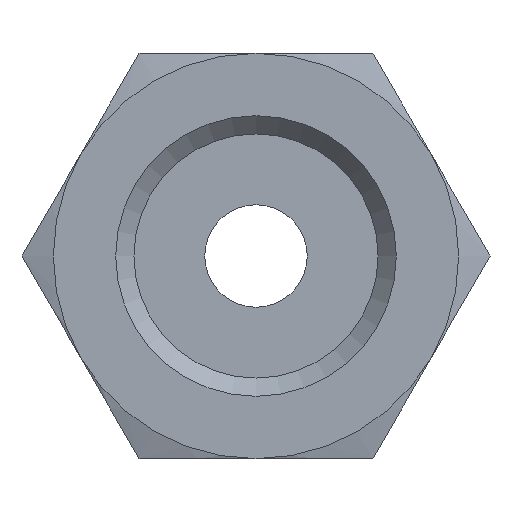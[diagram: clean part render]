
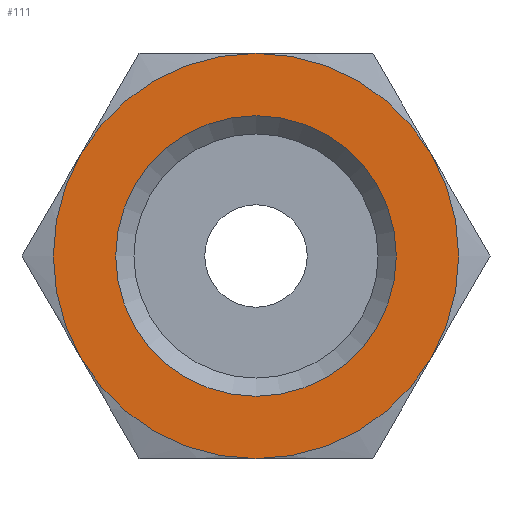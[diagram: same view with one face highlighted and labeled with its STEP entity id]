
A CAD part, left-side view. The second image highlights one B-rep face of the part: STEP entity #111.
In plain terms, the highlighted planar face has unit normal (-1, 0, 0).
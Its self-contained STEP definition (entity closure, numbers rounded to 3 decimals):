
#111 = ADVANCED_FACE( '', ( #203, #204 ), #205, .F. );
#203 = FACE_OUTER_BOUND( '', #323, .T. );
#204 = FACE_BOUND( '', #324, .T. );
#205 = PLANE( '', #325 );
#323 = EDGE_LOOP( '', ( #621, #622, #623, #624, #625, #626 ) );
#324 = EDGE_LOOP( '', ( #627 ) );
#325 = AXIS2_PLACEMENT_3D( '', #628, #629, #630 );
#621 = ORIENTED_EDGE( '', *, *, #805, .F. );
#622 = ORIENTED_EDGE( '', *, *, #804, .F. );
#623 = ORIENTED_EDGE( '', *, *, #803, .F. );
#624 = ORIENTED_EDGE( '', *, *, #802, .F. );
#625 = ORIENTED_EDGE( '', *, *, #806, .F. );
#626 = ORIENTED_EDGE( '', *, *, #801, .F. );
#627 = ORIENTED_EDGE( '', *, *, #807, .T. );
#628 = CARTESIAN_POINT( '', ( 0., 0., 0. ) );
#629 = DIRECTION( '', ( 1., 0., 0. ) );
#630 = DIRECTION( '', ( 0., 0., -1. ) );
#801 = EDGE_CURVE( '', #881, #872, #950, .T. );
#802 = EDGE_CURVE( '', #890, #899, #951, .T. );
#803 = EDGE_CURVE( '', #899, #947, #952, .T. );
#804 = EDGE_CURVE( '', #947, #944, #953, .T. );
#805 = EDGE_CURVE( '', #944, #881, #954, .T. );
#806 = EDGE_CURVE( '', #872, #890, #955, .T. );
#807 = EDGE_CURVE( '', #956, #956, #957, .T. );
#872 = VERTEX_POINT( '', #1101 );
#881 = VERTEX_POINT( '', #1131 );
#890 = VERTEX_POINT( '', #1161 );
#899 = VERTEX_POINT( '', #1191 );
#944 = VERTEX_POINT( '', #1296 );
#947 = VERTEX_POINT( '', #1309 );
#950 = CIRCLE( '', #1322, 9.5 );
#951 = CIRCLE( '', #1323, 9.5 );
#952 = CIRCLE( '', #1324, 9.5 );
#953 = CIRCLE( '', #1325, 9.5 );
#954 = CIRCLE( '', #1326, 9.5 );
#955 = CIRCLE( '', #1327, 9.5 );
#956 = VERTEX_POINT( '', #1328 );
#957 = CIRCLE( '', #1329, 6.579 );
#1101 = CARTESIAN_POINT( '', ( 0., 0., 9.5 ) );
#1131 = CARTESIAN_POINT( '', ( 0., 8.227, 4.75 ) );
#1161 = CARTESIAN_POINT( '', ( 0., -8.227, 4.75 ) );
#1191 = CARTESIAN_POINT( '', ( 0., -8.227, -4.75 ) );
#1296 = CARTESIAN_POINT( '', ( 0., 8.227, -4.75 ) );
#1309 = CARTESIAN_POINT( '', ( 0., 0., -9.5 ) );
#1322 = AXIS2_PLACEMENT_3D( '', #1425, #1426, #1427 );
#1323 = AXIS2_PLACEMENT_3D( '', #1428, #1429, #1430 );
#1324 = AXIS2_PLACEMENT_3D( '', #1431, #1432, #1433 );
#1325 = AXIS2_PLACEMENT_3D( '', #1434, #1435, #1436 );
#1326 = AXIS2_PLACEMENT_3D( '', #1437, #1438, #1439 );
#1327 = AXIS2_PLACEMENT_3D( '', #1440, #1441, #1442 );
#1328 = CARTESIAN_POINT( '', ( 0., 0., -6.579 ) );
#1329 = AXIS2_PLACEMENT_3D( '', #1443, #1444, #1445 );
#1425 = CARTESIAN_POINT( '', ( 0., 0., 0. ) );
#1426 = DIRECTION( '', ( 1., 0., 0. ) );
#1427 = DIRECTION( '', ( 0., 0., -1. ) );
#1428 = CARTESIAN_POINT( '', ( 0., 0., 0. ) );
#1429 = DIRECTION( '', ( 1., 0., 0. ) );
#1430 = DIRECTION( '', ( 0., 0., -1. ) );
#1431 = CARTESIAN_POINT( '', ( 0., 0., 0. ) );
#1432 = DIRECTION( '', ( 1., 0., 0. ) );
#1433 = DIRECTION( '', ( 0., 0., -1. ) );
#1434 = CARTESIAN_POINT( '', ( 0., 0., 0. ) );
#1435 = DIRECTION( '', ( 1., 0., 0. ) );
#1436 = DIRECTION( '', ( 0., 0., -1. ) );
#1437 = CARTESIAN_POINT( '', ( 0., 0., 0. ) );
#1438 = DIRECTION( '', ( 1., 0., 0. ) );
#1439 = DIRECTION( '', ( 0., 0., -1. ) );
#1440 = CARTESIAN_POINT( '', ( 0., 0., 0. ) );
#1441 = DIRECTION( '', ( 1., 0., 0. ) );
#1442 = DIRECTION( '', ( 0., 0., -1. ) );
#1443 = CARTESIAN_POINT( '', ( 0., 0., 0. ) );
#1444 = DIRECTION( '', ( 1., 0., 0. ) );
#1445 = DIRECTION( '', ( 0., 0., -1. ) );
